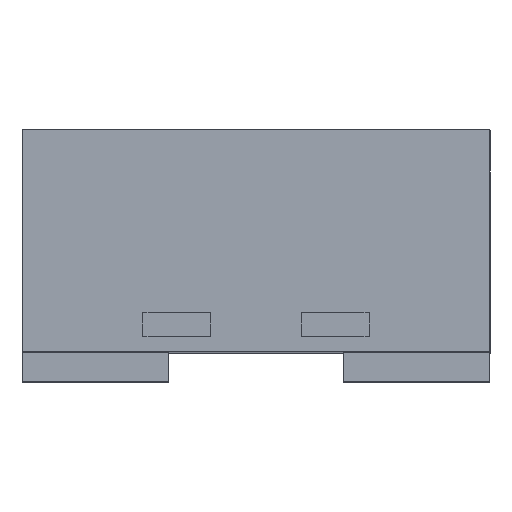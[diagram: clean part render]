
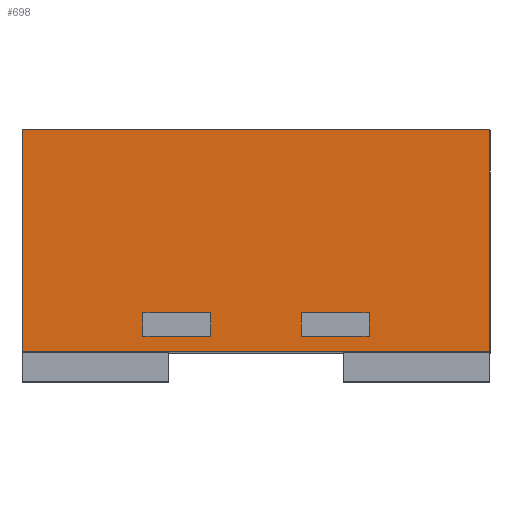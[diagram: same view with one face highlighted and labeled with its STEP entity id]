
A CAD part, top view. The second image highlights one B-rep face of the part: STEP entity #698.
In plain terms, the highlighted planar face has unit normal (0, 0, 1).
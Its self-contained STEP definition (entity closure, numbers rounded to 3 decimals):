
#18 = CARTESIAN_POINT ( 'NONE',  ( 0.077, 0.117, 0.65 ) ) ;
#60 = VECTOR ( 'NONE', #2841, 1000. ) ;
#125 = ORIENTED_EDGE ( 'NONE', *, *, #301, .T. ) ;
#142 = LINE ( 'NONE', #1279, #2092 ) ;
#148 = LINE ( 'NONE', #440, #2190 ) ;
#172 = EDGE_CURVE ( 'NONE', #1199, #1434, #148, .T. ) ;
#205 = DIRECTION ( 'NONE',  ( 0., 1., 0. ) ) ;
#229 = LINE ( 'NONE', #3367, #841 ) ;
#276 = VECTOR ( 'NONE', #2337, 1000. ) ;
#284 = DIRECTION ( 'NONE',  ( 0., -1., 0. ) ) ;
#301 = EDGE_CURVE ( 'NONE', #2853, #588, #142, .T. ) ;
#307 = CARTESIAN_POINT ( 'NONE',  ( -0.193, 0.117, 0.65 ) ) ;
#337 = ORIENTED_EDGE ( 'NONE', *, *, #1191, .T. ) ;
#383 = CARTESIAN_POINT ( 'NONE',  ( 0.077, 0.077, 0.65 ) ) ;
#440 = CARTESIAN_POINT ( 'NONE',  ( 0.077, 0.077, 0.65 ) ) ;
#450 = ORIENTED_EDGE ( 'NONE', *, *, #2367, .T. ) ;
#456 = ORIENTED_EDGE ( 'NONE', *, *, #3389, .T. ) ;
#465 = LINE ( 'NONE', #2479, #2564 ) ;
#516 = CARTESIAN_POINT ( 'NONE',  ( -0.077, 0.117, 0.65 ) ) ;
#535 = EDGE_CURVE ( 'NONE', #3283, #3425, #1568, .T. ) ;
#554 = EDGE_CURVE ( 'NONE', #3381, #2853, #2198, .T. ) ;
#588 = VERTEX_POINT ( 'NONE', #307 ) ;
#630 = CARTESIAN_POINT ( 'NONE',  ( 0.193, 0.077, 0.65 ) ) ;
#698 = ADVANCED_FACE ( 'NONE', ( #1973, #1554, #2902 ), #871, .F. ) ;
#742 = VERTEX_POINT ( 'NONE', #2756 ) ;
#753 = LINE ( 'NONE', #1321, #2087 ) ;
#757 = LINE ( 'NONE', #1788, #60 ) ;
#759 = VERTEX_POINT ( 'NONE', #3310 ) ;
#799 = VECTOR ( 'NONE', #1939, 1000. ) ;
#821 = ORIENTED_EDGE ( 'NONE', *, *, #3104, .T. ) ;
#841 = VECTOR ( 'NONE', #1185, 1000. ) ;
#871 = PLANE ( 'NONE',  #3064 ) ;
#1050 = CARTESIAN_POINT ( 'NONE',  ( -0.4, 0.43, 0.65 ) ) ;
#1057 = ORIENTED_EDGE ( 'NONE', *, *, #1952, .F. ) ;
#1066 = EDGE_LOOP ( 'NONE', ( #125, #456, #2160, #2675 ) ) ;
#1162 = CARTESIAN_POINT ( 'NONE',  ( -0.4, 2.386, 0.65 ) ) ;
#1174 = LINE ( 'NONE', #630, #799 ) ;
#1185 = DIRECTION ( 'NONE',  ( 0., -1., 0. ) ) ;
#1191 = EDGE_CURVE ( 'NONE', #742, #1199, #1500, .T. ) ;
#1199 = VERTEX_POINT ( 'NONE', #383 ) ;
#1251 = EDGE_LOOP ( 'NONE', ( #3332, #450, #2397, #1057 ) ) ;
#1279 = CARTESIAN_POINT ( 'NONE',  ( -0.193, 0.077, 0.65 ) ) ;
#1291 = CARTESIAN_POINT ( 'NONE',  ( -0.193, 0.077, 0.65 ) ) ;
#1321 = CARTESIAN_POINT ( 'NONE',  ( 0.193, 0.117, 0.65 ) ) ;
#1387 = LINE ( 'NONE', #2422, #2814 ) ;
#1429 = DIRECTION ( 'NONE',  ( -1., 0., 0. ) ) ;
#1434 = VERTEX_POINT ( 'NONE', #18 ) ;
#1473 = ORIENTED_EDGE ( 'NONE', *, *, #172, .T. ) ;
#1487 = CARTESIAN_POINT ( 'NONE',  ( -0.4, 0.43, 0.65 ) ) ;
#1500 = LINE ( 'NONE', #2541, #1835 ) ;
#1554 = FACE_OUTER_BOUND ( 'NONE', #1251, .T. ) ;
#1568 = LINE ( 'NONE', #1886, #2542 ) ;
#1633 = DIRECTION ( 'NONE',  ( 1., 0., 0. ) ) ;
#1788 = CARTESIAN_POINT ( 'NONE',  ( -0.193, 0.117, 0.65 ) ) ;
#1818 = DIRECTION ( 'NONE',  ( 1., 0., 0. ) ) ;
#1835 = VECTOR ( 'NONE', #3141, 1000. ) ;
#1886 = CARTESIAN_POINT ( 'NONE',  ( -0.4, 0.05, 0.65 ) ) ;
#1939 = DIRECTION ( 'NONE',  ( 0., -1., 0. ) ) ;
#1952 = EDGE_CURVE ( 'NONE', #2470, #3425, #229, .T. ) ;
#1973 = FACE_BOUND ( 'NONE', #1066, .T. ) ;
#2087 = VECTOR ( 'NONE', #1818, 1000. ) ;
#2092 = VECTOR ( 'NONE', #205, 1000. ) ;
#2109 = VECTOR ( 'NONE', #3032, 1000. ) ;
#2160 = ORIENTED_EDGE ( 'NONE', *, *, #2502, .T. ) ;
#2190 = VECTOR ( 'NONE', #3177, 1000. ) ;
#2198 = LINE ( 'NONE', #2931, #2109 ) ;
#2337 = DIRECTION ( 'NONE',  ( 1., 0., 0. ) ) ;
#2361 = CARTESIAN_POINT ( 'NONE',  ( 0.4, 0.05, 0.65 ) ) ;
#2367 = EDGE_CURVE ( 'NONE', #3244, #3283, #1387, .T. ) ;
#2397 = ORIENTED_EDGE ( 'NONE', *, *, #535, .T. ) ;
#2422 = CARTESIAN_POINT ( 'NONE',  ( -0.4, 2.386, 0.65 ) ) ;
#2458 = DIRECTION ( 'NONE',  ( 0., -1., 0. ) ) ;
#2470 = VERTEX_POINT ( 'NONE', #2749 ) ;
#2479 = CARTESIAN_POINT ( 'NONE',  ( -0.077, 0.077, 0.65 ) ) ;
#2502 = EDGE_CURVE ( 'NONE', #3428, #3381, #465, .T. ) ;
#2504 = ORIENTED_EDGE ( 'NONE', *, *, #2769, .T. ) ;
#2515 = DIRECTION ( 'NONE',  ( 0., 0., -1. ) ) ;
#2541 = CARTESIAN_POINT ( 'NONE',  ( 0.193, 0.077, 0.65 ) ) ;
#2542 = VECTOR ( 'NONE', #1633, 1000. ) ;
#2564 = VECTOR ( 'NONE', #2458, 1000. ) ;
#2621 = CARTESIAN_POINT ( 'NONE',  ( -0.4, 0.05, 0.65 ) ) ;
#2659 = LINE ( 'NONE', #1050, #276 ) ;
#2675 = ORIENTED_EDGE ( 'NONE', *, *, #554, .T. ) ;
#2749 = CARTESIAN_POINT ( 'NONE',  ( 0.4, 0.43, 0.65 ) ) ;
#2756 = CARTESIAN_POINT ( 'NONE',  ( 0.193, 0.077, 0.65 ) ) ;
#2769 = EDGE_CURVE ( 'NONE', #1434, #759, #753, .T. ) ;
#2814 = VECTOR ( 'NONE', #284, 1000. ) ;
#2841 = DIRECTION ( 'NONE',  ( 1., 0., 0. ) ) ;
#2853 = VERTEX_POINT ( 'NONE', #1291 ) ;
#2871 = EDGE_CURVE ( 'NONE', #3244, #2470, #2659, .T. ) ;
#2902 = FACE_BOUND ( 'NONE', #2961, .T. ) ;
#2931 = CARTESIAN_POINT ( 'NONE',  ( -0.193, 0.077, 0.65 ) ) ;
#2961 = EDGE_LOOP ( 'NONE', ( #821, #337, #1473, #2504 ) ) ;
#3032 = DIRECTION ( 'NONE',  ( -1., 0., 0. ) ) ;
#3064 = AXIS2_PLACEMENT_3D ( 'NONE', #1162, #2515, #1429 ) ;
#3104 = EDGE_CURVE ( 'NONE', #759, #742, #1174, .T. ) ;
#3141 = DIRECTION ( 'NONE',  ( -1., 0., 0. ) ) ;
#3177 = DIRECTION ( 'NONE',  ( 0., 1., 0. ) ) ;
#3244 = VERTEX_POINT ( 'NONE', #1487 ) ;
#3283 = VERTEX_POINT ( 'NONE', #2621 ) ;
#3310 = CARTESIAN_POINT ( 'NONE',  ( 0.193, 0.117, 0.65 ) ) ;
#3332 = ORIENTED_EDGE ( 'NONE', *, *, #2871, .F. ) ;
#3367 = CARTESIAN_POINT ( 'NONE',  ( 0.4, 2.386, 0.65 ) ) ;
#3381 = VERTEX_POINT ( 'NONE', #3390 ) ;
#3389 = EDGE_CURVE ( 'NONE', #588, #3428, #757, .T. ) ;
#3390 = CARTESIAN_POINT ( 'NONE',  ( -0.077, 0.077, 0.65 ) ) ;
#3425 = VERTEX_POINT ( 'NONE', #2361 ) ;
#3428 = VERTEX_POINT ( 'NONE', #516 ) ;
